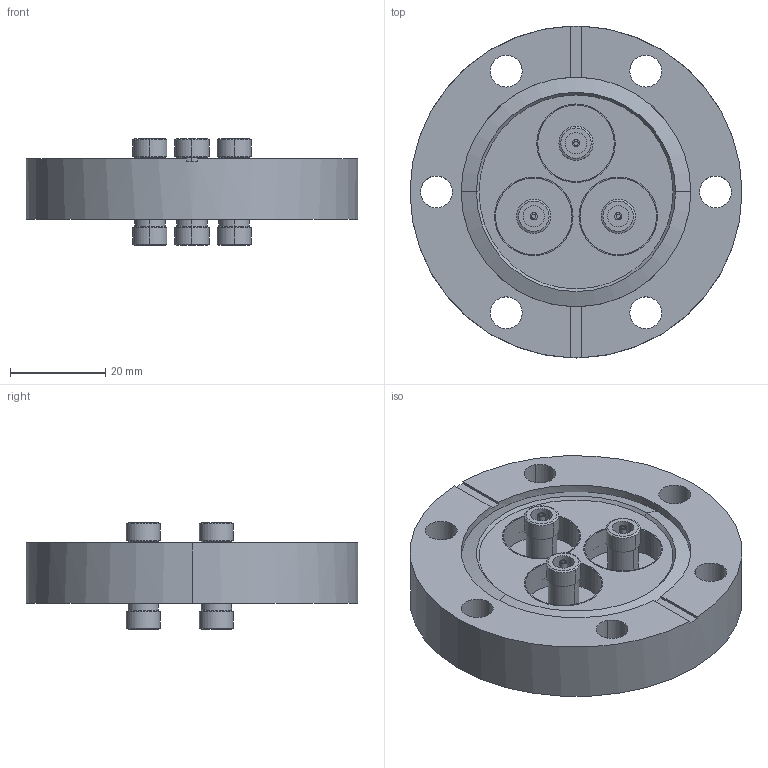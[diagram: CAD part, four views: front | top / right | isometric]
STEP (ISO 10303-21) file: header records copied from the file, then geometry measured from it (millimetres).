
FILE_DESCRIPTION(('STEP AP214'),'1');
FILE_NAME('tmp0.stp',' ',(' '),(' '),'XStep 1.0',' ',' ');
FILE_SCHEMA(('automotive_design'));
Length unit declared in the file: millimetre
Bounding box: 69.8 x 69.8 x 22.5 mm (x, y, z)
Volume: 39086.6 mm3; surface area: 17622.4 mm2
Topology: 4 solids, 4 shells, 203 faces, 435 edges, 275 vertices
Faces by surface type: cylinder 118, plane 51, cone 28, torus 6
Entity records: 7335 total; most frequent: DIRECTION 1122, CARTESIAN_POINT 917, ORIENTED_EDGE 870, AXIS2_PLACEMENT_3D 480, EDGE_CURVE 435, VERTEX_POINT 275, CIRCLE 273, EDGE_LOOP 256
